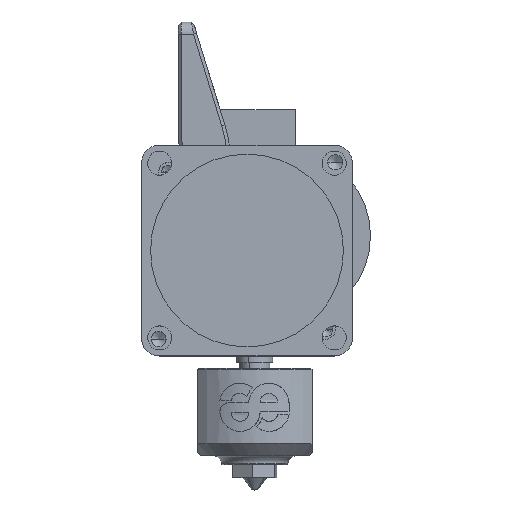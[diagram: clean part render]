
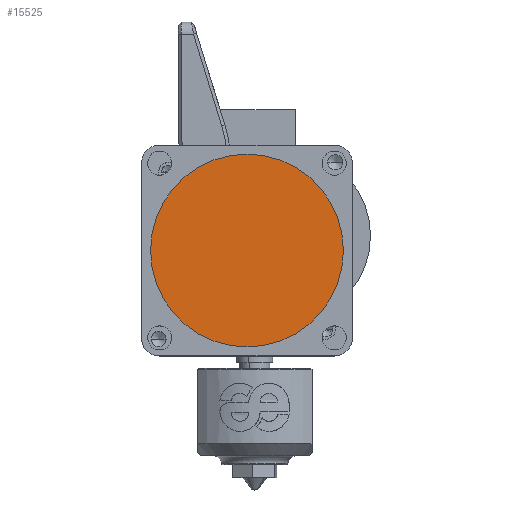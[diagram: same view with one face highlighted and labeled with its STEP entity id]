
A CAD part, top view. The second image highlights one B-rep face of the part: STEP entity #15525.
In plain terms, the highlighted planar face has unit normal (0, 0, 1).
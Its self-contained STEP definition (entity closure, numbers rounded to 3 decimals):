
#1469 = EDGE_CURVE ( 'NONE', #5862, #6334, #21194, .T. ) ;
#2071 = CARTESIAN_POINT ( 'NONE',  ( 0., 0., 9. ) ) ;
#3912 = EDGE_LOOP ( 'NONE', ( #23532, #3922 ) ) ;
#3922 = ORIENTED_EDGE ( 'NONE', *, *, #1469, .T. ) ;
#4246 = DIRECTION ( 'NONE',  ( 0., 0., 1. ) ) ;
#5663 = FACE_OUTER_BOUND ( 'NONE', #3912, .T. ) ;
#5862 = VERTEX_POINT ( 'NONE', #23844 ) ;
#6334 = VERTEX_POINT ( 'NONE', #17319 ) ;
#9804 = AXIS2_PLACEMENT_3D ( 'NONE', #21242, #14798, #15182 ) ;
#11726 = CIRCLE ( 'NONE', #18055, 16. ) ;
#13814 = AXIS2_PLACEMENT_3D ( 'NONE', #2071, #20080, #15860 ) ;
#14798 = DIRECTION ( 'NONE',  ( 0., 0., 1. ) ) ;
#15182 = DIRECTION ( 'NONE',  ( 1., 0., 0. ) ) ;
#15525 = ADVANCED_FACE ( 'NONE', ( #5663 ), #19948, .T. ) ;
#15860 = DIRECTION ( 'NONE',  ( 1., 0., 0. ) ) ;
#17244 = EDGE_CURVE ( 'NONE', #6334, #5862, #11726, .T. ) ;
#17319 = CARTESIAN_POINT ( 'NONE',  ( 16., 0., 9. ) ) ;
#18055 = AXIS2_PLACEMENT_3D ( 'NONE', #18136, #4246, #24240 ) ;
#18136 = CARTESIAN_POINT ( 'NONE',  ( 0., 0., 9. ) ) ;
#19948 = PLANE ( 'NONE',  #13814 ) ;
#20080 = DIRECTION ( 'NONE',  ( 0., 0., 1. ) ) ;
#21194 = CIRCLE ( 'NONE', #9804, 16. ) ;
#21242 = CARTESIAN_POINT ( 'NONE',  ( 0., 0., 9. ) ) ;
#23532 = ORIENTED_EDGE ( 'NONE', *, *, #17244, .T. ) ;
#23844 = CARTESIAN_POINT ( 'NONE',  ( -16., 0., 9. ) ) ;
#24240 = DIRECTION ( 'NONE',  ( 1., 0., 0. ) ) ;
